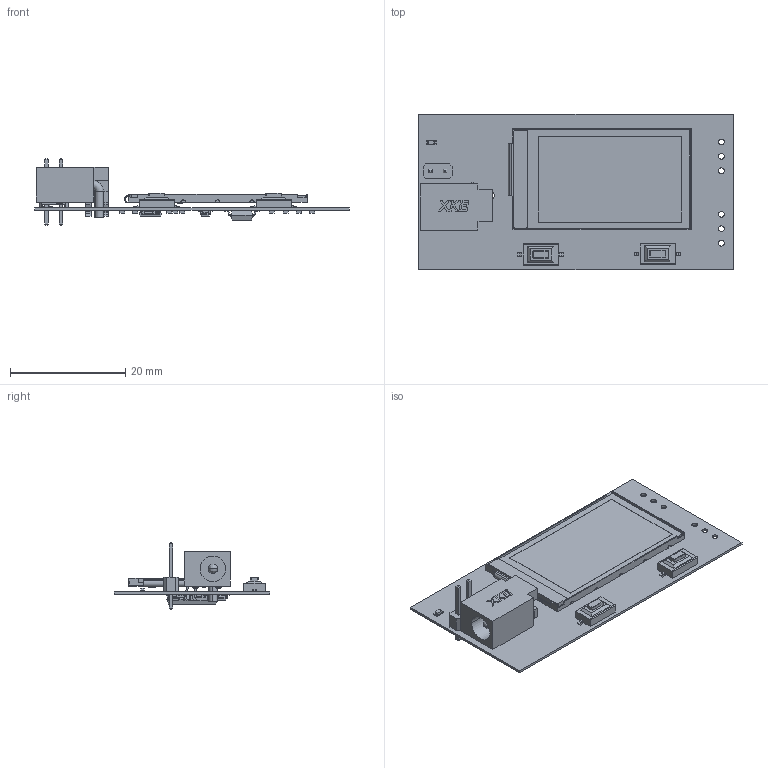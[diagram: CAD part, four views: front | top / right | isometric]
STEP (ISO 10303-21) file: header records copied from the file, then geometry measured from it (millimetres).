
FILE_DESCRIPTION(('Open CASCADE Model'),'2;1');
FILE_NAME('Open CASCADE Shape Model','2024-02-26T16:11:23',('Author'),( 'Open CASCADE'),'Open CASCADE STEP processor 7.5','Open CASCADE 7.5' ,'Unknown');
FILE_SCHEMA(('AUTOMOTIVE_DESIGN { 1 0 10303 214 1 1 1 1 }'));
Length unit declared in the file: millimetre
Products named in the file (44): PCB; Board; Open CASCADE STEP translator 7.5 5.1.1; R6; SW3DPS-RESISTOR 0603-DEFAULT; Q2; User Library-SOT95P240X110-3M[SOT23-3_TO-236AB]; R5; R4; R3; R2; C4; U1; CircuitWorks-SOT-23-5; R1; C3; C2; C1; CN1; User Library-Pin Bar 2X1 2_54mm 11_5mm length; U3; User Library-so14-1; DC1; dc-023; R14; R13; Q1; LCD1; 1.14 TFT IPS - 13P - Flat Flush Mount; BT2; Tactile_SMD_3x6x2.5mm; BT1; L1; User Library-LED_0603_R; User Library-LED_0603_R_Pocket002; User Library-LED_0603_R_Pad004; User Library-LED_0603_R_Fillet; User Library-LED_0603_R_Pocket001; User Library-LED_0603_R_Pad; R7 ...
Assembly tree (61 placements, depth 4):
  PCB
    Board
      Open CASCADE STEP translator 7.5 5.1.1
    R6
      SW3DPS-RESISTOR 0603-DEFAULT
    Q2
      User Library-SOT95P240X110-3M[SOT23-3_TO-236AB]
    R5
      SW3DPS-RESISTOR 0603-DEFAULT
    R4
      SW3DPS-RESISTOR 0603-DEFAULT
    R3
      SW3DPS-RESISTOR 0603-DEFAULT
    R2
      SW3DPS-RESISTOR 0603-DEFAULT
    C4
      SW3DPS-RESISTOR 0603-DEFAULT
    U1
      CircuitWorks-SOT-23-5
    R1
      SW3DPS-RESISTOR 0603-DEFAULT
    C3
      SW3DPS-RESISTOR 0603-DEFAULT
    C2
      SW3DPS-RESISTOR 0603-DEFAULT
    C1
      SW3DPS-RESISTOR 0603-DEFAULT
    CN1
      User Library-Pin Bar 2X1 2_54mm 11_5mm length
    U3
      User Library-so14-1
    DC1
      dc-023
    R14
      SW3DPS-RESISTOR 0603-DEFAULT
    R13
      SW3DPS-RESISTOR 0603-DEFAULT
    Q1
      User Library-SOT95P240X110-3M[SOT23-3_TO-236AB]
    LCD1
      1.14 TFT IPS - 13P - Flat Flush Mount
    BT2
      Tactile_SMD_3x6x2.5mm
    BT1
      Tactile_SMD_3x6x2.5mm
    L1
      User Library-LED_0603_R
        User Library-LED_0603_R_Pocket002
        User Library-LED_0603_R_Pad004
        User Library-LED_0603_R_Fillet
        User Library-LED_0603_R_Pocket001
        User Library-LED_0603_R_Pad
    R7
      SW3DPS-RESISTOR 0603-DEFAULT
    R8
      SW3DPS-RESISTOR 0603-DEFAULT
    R9
      SW3DPS-RESISTOR 0603-DEFAULT
    R10
      SW3DPS-RESISTOR 0603-DEFAULT
Bounding box: 54.44 x 26.93 x 11.5 mm (x, y, z)
Volume: 1809.2 mm3; surface area: 6055.1 mm2
Topology: 31 solids, 51 shells, 2312 faces, 6010 edges, 3902 vertices
Faces by surface type: plane 1549, bspline 390, cylinder 323, sphere 32, cone 16, torus 2
Full cylindrical faces by diameter (mm): 0.762 x4, 1 x8, 1.016 x2, 1.6 x2, 1.8 x1
Entity records: 62578 total; most frequent: CARTESIAN_POINT 18815, ORIENTED_EDGE 7870, DIRECTION 6358, EDGE_CURVE 3936, LINE 2612, VECTOR 2612, VERTEX_POINT 2574, AXIS2_PLACEMENT_3D 1873
